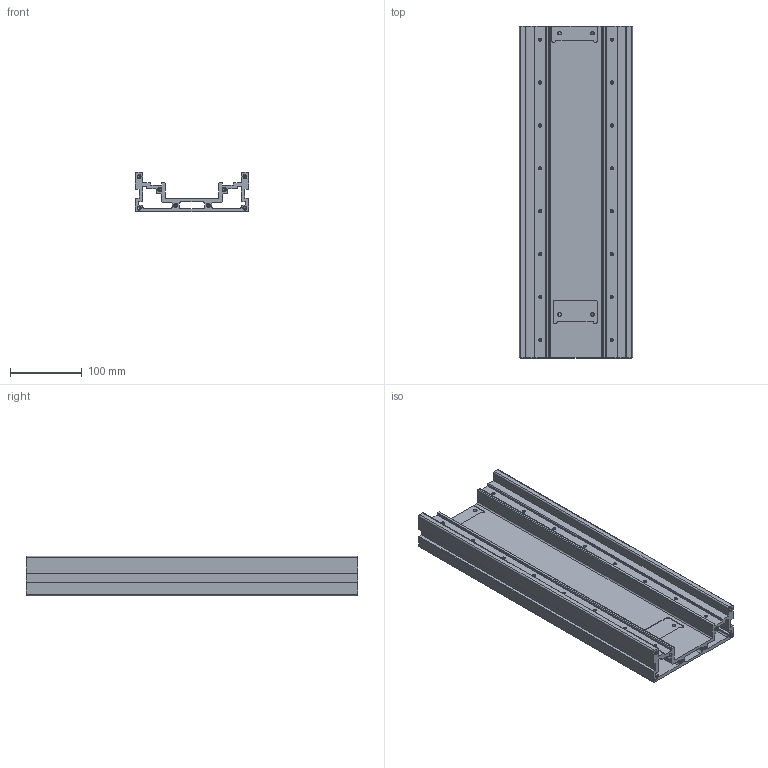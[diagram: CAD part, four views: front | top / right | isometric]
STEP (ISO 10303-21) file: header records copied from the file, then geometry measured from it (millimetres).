
FILE_DESCRIPTION (( 'STEP AP203' ), '1' );
FILE_NAME ('Z粣蕾翐.STEP', '2022-09-13T08:49:18', ( '' ), ( '' ), 'SwSTEP 2.0', 'SolidWorks 2016', '' );
FILE_SCHEMA (( 'CONFIG_CONTROL_DESIGN' ));
Length unit declared in the file: millimetre
Products named in the file (1): Z粣蕾翐
Bounding box: 158 x 464 x 55 mm (x, y, z)
Volume: 1277453.9 mm3; surface area: 427651.8 mm2
Topology: 1 solids, 1 shells, 307 faces, 878 edges, 554 vertices
Faces by surface type: cylinder 123, plane 96, cone 88
Entity records: 10687 total; most frequent: CARTESIAN_POINT 2572, ORIENTED_EDGE 1724, DIRECTION 1672, EDGE_CURVE 862, AXIS2_PLACEMENT_3D 602, VERTEX_POINT 554, VECTOR 468, LINE 468
